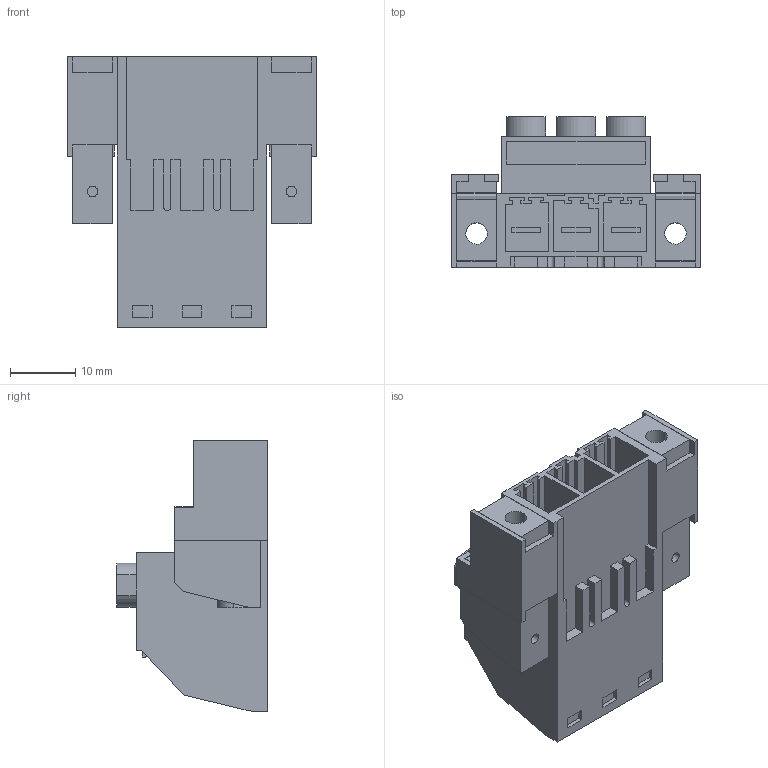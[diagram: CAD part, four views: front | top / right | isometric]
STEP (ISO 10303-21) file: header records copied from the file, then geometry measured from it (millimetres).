
FILE_DESCRIPTION(('CATIA V5R22 STEP214','CAx-IF Rec.Pracs.--- Model Styling and Organization---1.4--- 2014-01-23'),'2;1');
FILE_NAME ('D1459469_2_1931760000_1931760000.stp','2023-06-14T12:30:17+00:00',('none'),('Weidmueller'),'CATIA Version 5-6 Release 2016 SP3 HF44','CATIA V5 STEP AP214','none');
FILE_SCHEMA(('AUTOMOTIVE_DESIGN { 1 0 10303 214 1 1 1 1 }'));
Length unit declared in the file: millimetre
Products named in the file (1): 1931760000
Bounding box: 38.1 x 23.1 x 41.45 mm (x, y, z)
Volume: 13068.9 mm3; surface area: 12122.3 mm2
Topology: 11 solids, 11 shells, 384 faces, 1044 edges, 695 vertices
Faces by surface type: plane 343, cylinder 41
Entity records: 12056 total; most frequent: CARTESIAN_POINT 2341, ORIENTED_EDGE 2088, DIRECTION 1670, EDGE_CURVE 1044, VECTOR 946, LINE 946, VERTEX_POINT 695, EDGE_LOOP 413
